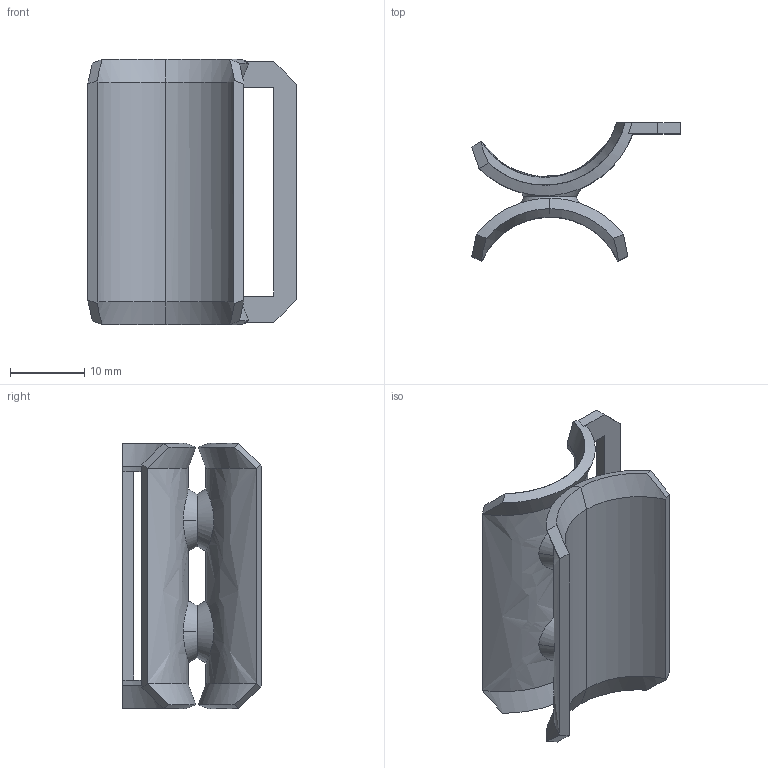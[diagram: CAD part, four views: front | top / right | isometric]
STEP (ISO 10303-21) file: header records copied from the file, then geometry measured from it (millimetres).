
FILE_DESCRIPTION(/* description */ (''),/* implementation_level */ '2;1');
FILE_NAME(/* name */ '1199722',/* time_stamp */ '2015-11-06T15:14:04+01:00',/* author */ (''),/* organization */ (''),/* preprocessor_version */ 'ST-DEVELOPER v15',/* originating_system */ '',/* authorisation */ '');
FILE_SCHEMA (('CONFIG_CONTROL_DESIGN'));
Length unit declared in the file: millimetre
Products named in the file (1): Document
Bounding box: 28.02 x 18.6 x 35.66 mm (x, y, z)
Volume: 2985.6 mm3; surface area: 4164 mm2
Topology: 2 solids, 2 shells, 61 faces, 145 edges, 90 vertices
Faces by surface type: bspline 39, plane 22
Entity records: 3276 total; most frequent: CARTESIAN_POINT 2295, ORIENTED_EDGE 290, EDGE_CURVE 145, B_SPLINE_CURVE_WITH_KNOTS 95, VERTEX_POINT 90, EDGE_LOOP 65, ADVANCED_FACE 61, FACE_OUTER_BOUND 61
